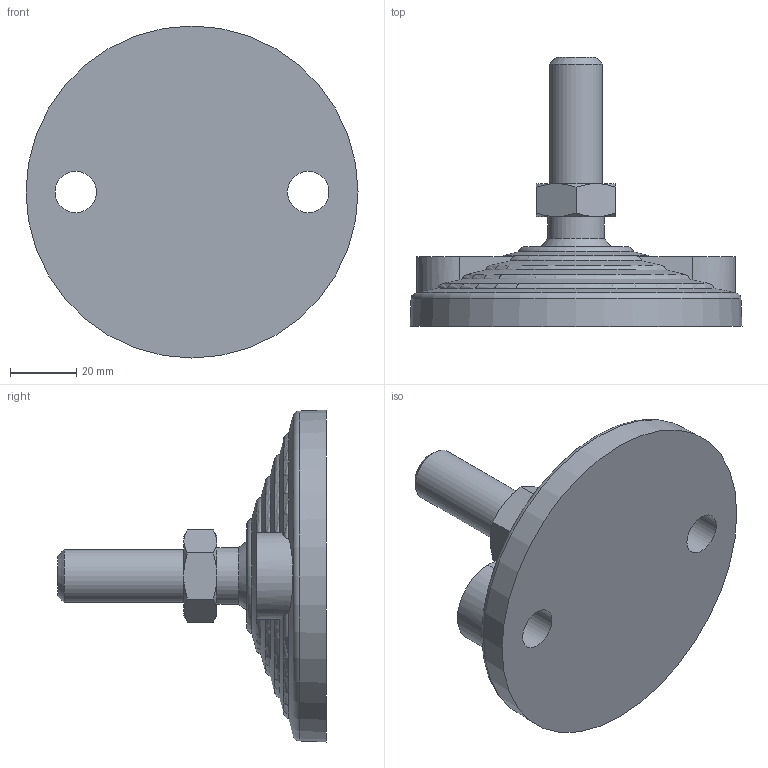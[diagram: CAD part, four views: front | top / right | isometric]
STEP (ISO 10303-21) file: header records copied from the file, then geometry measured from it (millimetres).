
FILE_DESCRIPTION(/* description */ ('PIEDE SNODATO ANTIV. D=100 H=80 M16'),/* implementation_level */ '2;1');
FILE_NAME(/* name */ '440000013130.stp',/* time_stamp */ '2022-11-17T16:44:54+01:00',/* author */ ('tecnico7'),/* organization */ (''),/* preprocessor_version */ 'ST-DEVELOPER v18.1',/* originating_system */ 'Autodesk Inventor 2022',/* authorisation */ '');
FILE_SCHEMA (('AUTOMOTIVE_DESIGN { 1 0 10303 214 3 1 1 }'));
Length unit declared in the file: millimetre
Products named in the file (3): CPDSN0000015; 3DSD000008; 440000013131
Assembly tree (2 placements, depth 2):
  CPDSN0000015
    3DSD000008
    440000013131
Bounding box: 100 x 81 x 100 mm (x, y, z)
Volume: 140301.2 mm3; surface area: 27555.6 mm2
Topology: 2 solids, 2 shells, 47 faces, 129 edges, 87 vertices
Faces by surface type: plane 17, cone 12, torus 9, cylinder 7, sphere 2
Full cylindrical faces by diameter (mm): 12.5 x2, 16 x1, 17 x1, 24 x1
Entity records: 1763 total; most frequent: CARTESIAN_POINT 530, ORIENTED_EDGE 254, DIRECTION 229, EDGE_CURVE 127, AXIS2_PLACEMENT_3D 102, VERTEX_POINT 87, EDGE_LOOP 54, CIRCLE 50
